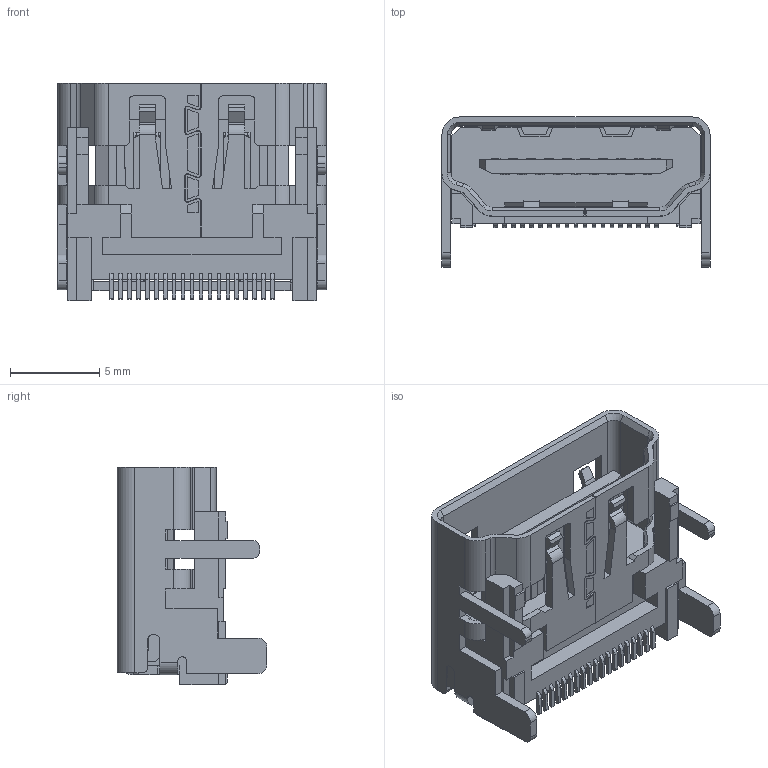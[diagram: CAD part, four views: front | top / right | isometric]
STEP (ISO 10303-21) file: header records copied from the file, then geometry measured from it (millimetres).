
FILE_DESCRIPTION (( 'STEP AP214' ), '1' );
FILE_NAME ('208658-1051.STEP', '2021-06-12T06:53:52', ( '' ), ( '' ), 'SwSTEP 2.0', 'SolidWorks 2018', '' );
FILE_SCHEMA (( 'AUTOMOTIVE_DESIGN' ));
Length unit declared in the file: millimetre
Products named in the file (1): 208658-1051
Bounding box: 15 x 8.38 x 12.15 mm (x, y, z)
Volume: 530.8 mm3; surface area: 1384.4 mm2
Topology: 1 solids, 1 shells, 963 faces, 2780 edges, 1801 vertices
Faces by surface type: plane 680, cylinder 261, cone 14, bspline 8
Entity records: 32562 total; most frequent: CARTESIAN_POINT 8175, ORIENTED_EDGE 5560, DIRECTION 4385, EDGE_CURVE 2780, VERTEX_POINT 1801, VECTOR 1707, LINE 1707, AXIS2_PLACEMENT_3D 1339
